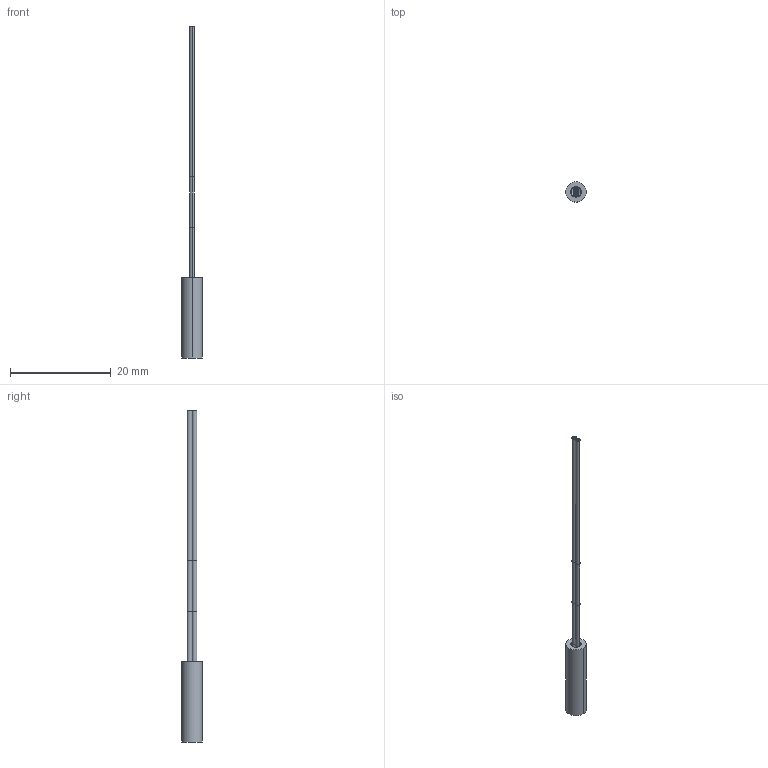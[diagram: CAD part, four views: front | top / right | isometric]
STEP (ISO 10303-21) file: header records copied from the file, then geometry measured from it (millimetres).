
FILE_DESCRIPTION((''),'2;1');
FILE_NAME('193392_ASM','2016-03-02T',('pdmadmin'),(''),'PRO/ENGINEER BY PARAMETRIC TECHNOLOGY CORPORATION, 2013230','PRO/ENGINEER BY PARAMETRIC TECHNOLOGY CORPORATION, 2013230','');
FILE_SCHEMA(('CONFIG_CONTROL_DESIGN'));
Length unit declared in the file: inch
Products named in the file (5): 28307; 58146; FIBER_CORE_020_X_; 70757_ASM; 193392_ASM
Assembly tree (6 placements, depth 3):
  193392_ASM
    70757_ASM
      28307
      58146  x2
      FIBER_CORE_020_X_  x2
Bounding box: 4.06 x 4.06 x 66 mm (x, y, z)
Volume: 244.5 mm3; surface area: 810.4 mm2
Topology: 5 solids, 7 shells, 48 faces, 92 edges, 54 vertices
Faces by surface type: cylinder 26, plane 10, bspline 8, cone 4
Entity records: 1109 total; most frequent: CARTESIAN_POINT 324, DIRECTION 176, ORIENTED_EDGE 112, AXIS2_PLACEMENT_3D 78, EDGE_CURVE 58, VERTEX_POINT 34, CIRCLE 34, EDGE_LOOP 32
